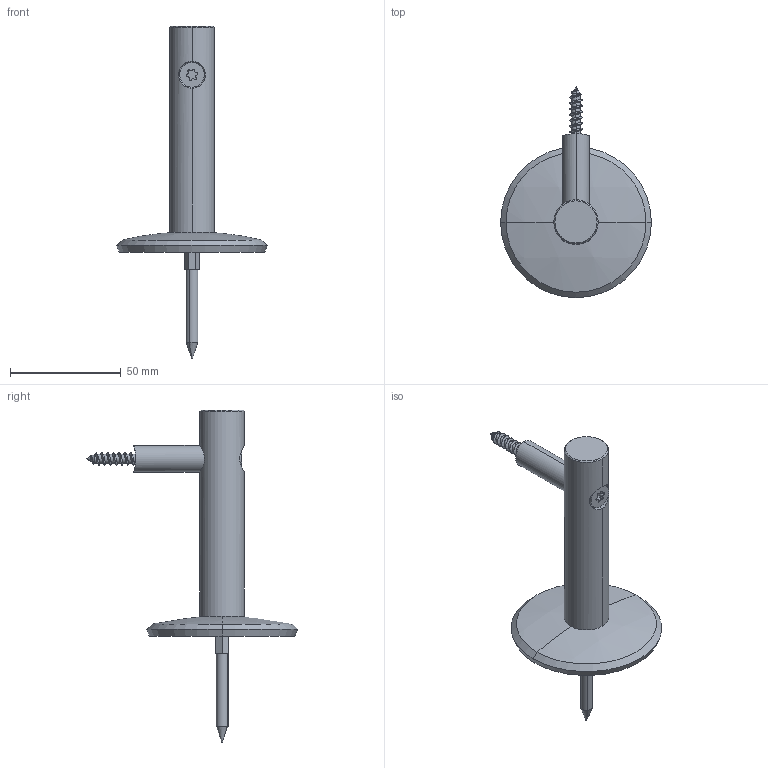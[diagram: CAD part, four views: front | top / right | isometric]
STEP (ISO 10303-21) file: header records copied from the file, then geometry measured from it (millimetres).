
FILE_DESCRIPTION (( 'STEP AP203' ), '1' );
FILE_NAME ('50198-240.STEP', '2020-09-28T07:00:12', ( '' ), ( '' ), 'SwSTEP 2.0', 'SolidWorks 2018', '' );
FILE_SCHEMA (( 'CONFIG_CONTROL_DESIGN' ));
Length unit declared in the file: millimetre
Products named in the file (12): 50198-240 Teil3_50198-240 Teil3; 50198-240 Teil1; 50198-240 Teil2; 50198-240 Teil4_50198-240 Teil4; 50198-240; 50198-240 Teil1_50198-240 Teil1; 50198-240 Teil2_50198-240 Teil2; 5834X-240-XX Konfig; 50198-240 Teil4; 50198-240 Teil3; 5834X-240-XX Konfig_58341-240-80
Assembly tree (7 placements, depth 2):
  50198-240 Teil1
  50198-240 Teil2
  50198-240
    5834X-240-XX Konfig
    50198-240 Teil4
  50198-240
    50198-240 Teil1_50198-240 Teil1
    50198-240 Teil3_50198-240 Teil3
    50198-240 Teil4_50198-240 Teil4
    50198-240 Teil2_50198-240 Teil2
    5834X-240-XX Konfig_58341-240-80
  50198-240 Teil3
Bounding box: 68 x 95.21 x 149.76 mm (x, y, z)
Volume: 49490.8 mm3; surface area: 21540.1 mm2
Topology: 5 solids, 5 shells, 635 faces, 1931 edges, 1365 vertices
Faces by surface type: plane 248, bspline 242, cylinder 93, sphere 30, cone 22
Entity records: 43012 total; most frequent: CARTESIAN_POINT 26552, ORIENTED_EDGE 3844, DIRECTION 2142, EDGE_CURVE 1922, VERTEX_POINT 1355, B_SPLINE_CURVE_WITH_KNOTS 867, VECTOR 790, LINE 790
